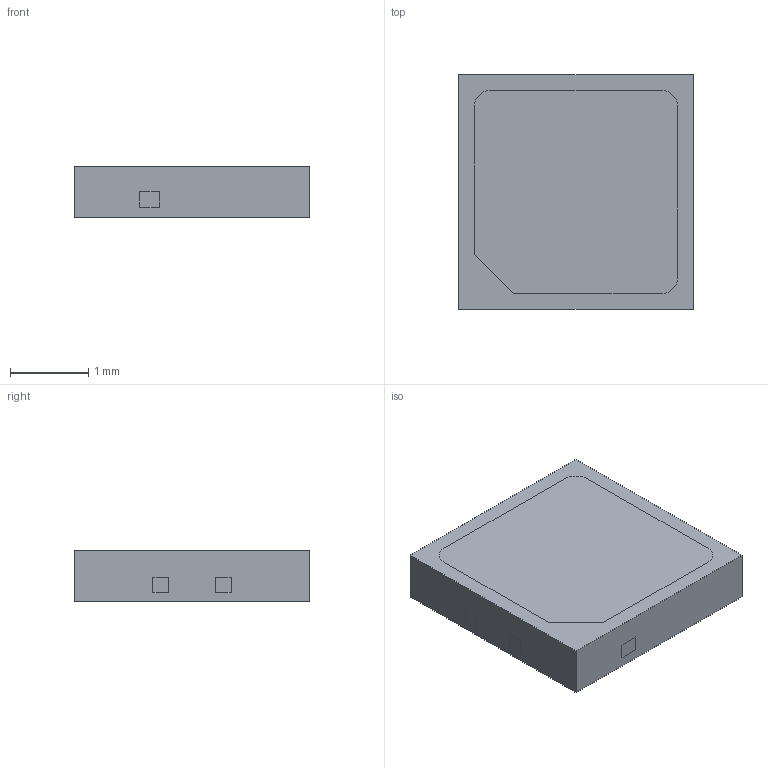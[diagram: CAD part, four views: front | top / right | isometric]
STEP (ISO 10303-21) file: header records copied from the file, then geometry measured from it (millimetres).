
FILE_DESCRIPTION (( 'STEP AP214' ), '1' );
FILE_NAME ('SE-KSE077682 NFSW757G-P5V1 3D Data.STEP', '2020-05-22T02:50:45', ( '' ), ( '' ), 'SwSTEP 2.0', 'SolidWorks 2018', '' );
FILE_SCHEMA (( 'AUTOMOTIVE_DESIGN' ));
Length unit declared in the file: inch
Products named in the file (4): SE-KSE077682 NFSW757G-P5V1 3D Data; 757G_Part12.STEP; 757G_Part11.STEP; SE-KSE077682 NFSW757G-P5V1 3D Data.STEP
Assembly tree (3 placements, depth 3):
  SE-KSE077682 NFSW757G-P5V1 3D Data
    SE-KSE077682 NFSW757G-P5V1 3D Data.STEP
      757G_Part11.STEP
      757G_Part12.STEP
Bounding box: 3 x 3 x 0.65 mm (x, y, z)
Volume: 5.9 mm3; surface area: 40 mm2
Topology: 2 solids, 2 shells, 69 faces, 168 edges, 112 vertices
Faces by surface type: plane 59, cylinder 10
Entity records: 2154 total; most frequent: CARTESIAN_POINT 356, DIRECTION 340, ORIENTED_EDGE 336, EDGE_CURVE 168, VECTOR 148, LINE 148, VERTEX_POINT 112, AXIS2_PLACEMENT_3D 96
